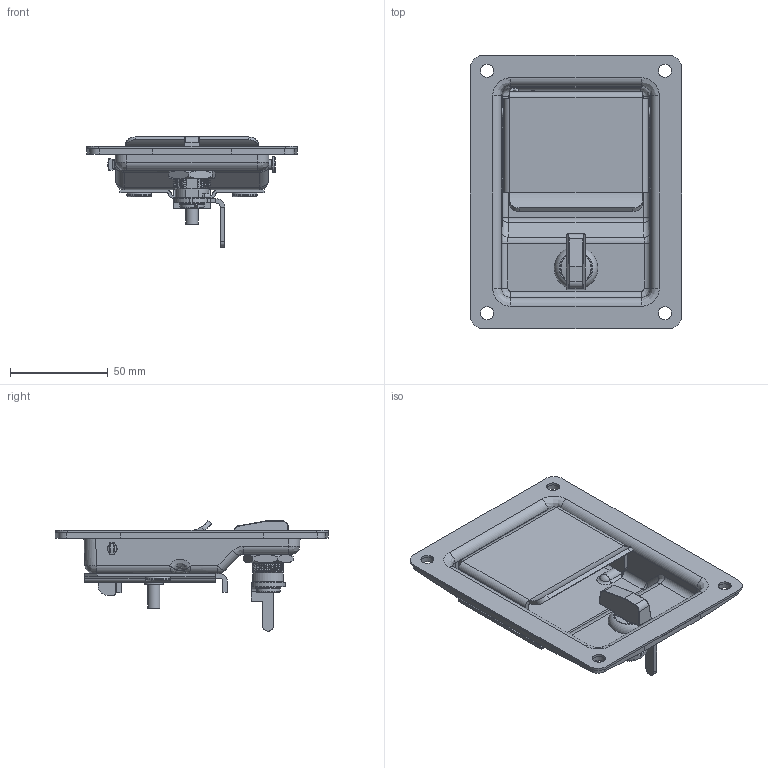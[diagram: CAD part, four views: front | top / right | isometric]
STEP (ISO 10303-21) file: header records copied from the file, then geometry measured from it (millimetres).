
FILE_DESCRIPTION(/* description */ (''),/* implementation_level */ '2;1');
FILE_NAME(/* name */ '23C-5974-51.stp',/* time_stamp */ '2022-07-06T13:10:04-04:00',/* author */ ('nespenschied'),/* organization */ ('Eberhard Manufacturing Company'),/* preprocessor_version */ 'ST-DEVELOPER v18.1',/* originating_system */ 'Autodesk Inventor 2022',/* authorisation */ '');
FILE_SCHEMA (('AUTOMOTIVE_DESIGN { 1 0 10303 214 3 1 1 }'));
Products named in the file (1): 23C-5974-51
Bounding box: 107.95 x 139.7 x 56.48 mm (x, y, z)
Volume: 76095.4 mm3; surface area: 73889.1 mm2
Topology: 4 solids, 6 shells, 1207 faces, 3319 edges, 2127 vertices
Faces by surface type: plane 596, cylinder 305, bspline 214, torus 49, cone 26, sphere 17
Full cylindrical faces by diameter (mm): 1.499 x3, 1.933 x2, 1.981 x2, 3.175 x1, 3.683 x1, 4.775 x1, 5.055 x4, 5.159 x1, 5.359 x2, 6.286 x2, 6.312 x2, 6.477 x1, 6.49 x1, 6.515 x2, 6.629 x1, 6.731 x4, 7.144 x1, 7.925 x3, 7.95 x4, 9.461 x1, 12.662 x1, 12.7 x2, 12.84 x1, 15.812 x1, 16.027 x1, 18.034 x1
Entity records: 48099 total; most frequent: CARTESIAN_POINT 17691, ORIENTED_EDGE 6594, DIRECTION 5326, EDGE_CURVE 3297, VERTEX_POINT 2131, LINE 1920, VECTOR 1920, AXIS2_PLACEMENT_3D 1703
